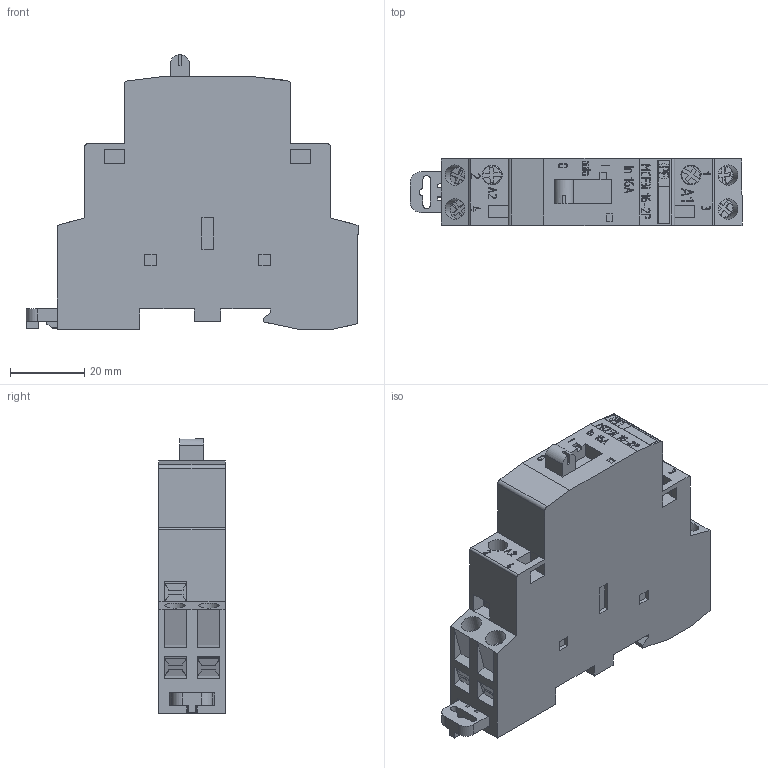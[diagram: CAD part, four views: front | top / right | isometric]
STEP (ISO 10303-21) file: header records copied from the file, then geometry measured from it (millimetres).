
FILE_DESCRIPTION(('STEP AP242'), '1');
FILE_NAME('栖闉罻 MCF3i 16 2P', '', ('UNSPECIFIED'), ('UNSPECIFIED'), 'C3D Converter', 'C3D Toolkit', '');
FILE_SCHEMA(('AP242_MANAGED_MODEL_BASED_3D_ENGINEERING_MIM_LF { 1 0 10303 442 1 1 4 }'));
Length unit declared in the file: millimetre
Assembly tree (15 placements, depth 2):
  (unnamed)
    (unnamed)  x4
    (unnamed)  x2
    (unnamed)  x2
    (unnamed)  x2
    (unnamed)
    (unnamed)
    (unnamed)
    (unnamed)
    (unnamed)
Bounding box: 89.7 x 18 x 74.18 mm (x, y, z)
Volume: 73830.9 mm3; surface area: 20156.6 mm2
Topology: 16 solids, 17 shells, 1383 faces, 3755 edges, 2453 vertices
Faces by surface type: plane 790, extrusion 478, cylinder 75, cone 18, sphere 14, torus 5, bspline 3
Full cylindrical faces by diameter (mm): 2.9 x6, 4.3 x1, 5.35 x2, 5.36 x6, 5.545 x4
Entity records: 44786 total; most frequent: CARTESIAN_POINT 10246, ORIENTED_EDGE 6786, DIRECTION 4623, EDGE_CURVE 3394, VECTOR 2721, VERTEX_POINT 2243, LINE 2243, B_SPLINE_CURVE_WITH_KNOTS 1453
